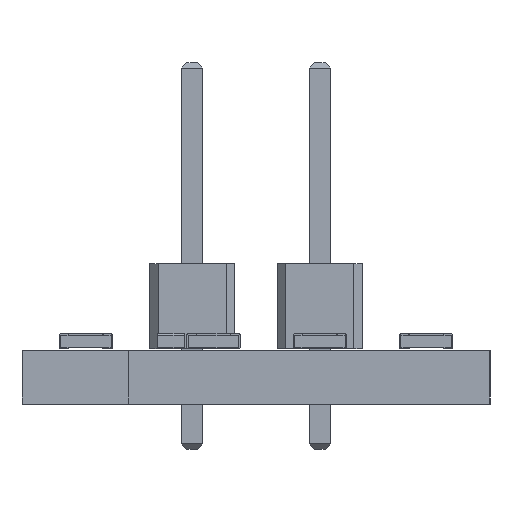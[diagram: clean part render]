
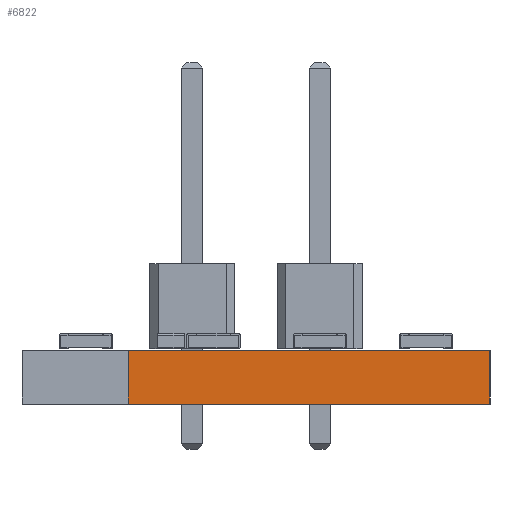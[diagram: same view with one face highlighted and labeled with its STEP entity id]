
A CAD part, left-side view. The second image highlights one B-rep face of the part: STEP entity #6822.
In plain terms, the highlighted planar face has unit normal (-1, 0, 0).
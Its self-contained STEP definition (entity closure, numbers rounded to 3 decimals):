
#6822 = ADVANCED_FACE('',(#6823),#6837,.T.);
#6823 = FACE_BOUND('',#6824,.T.);
#6824 = EDGE_LOOP('',(#6825,#6860,#6888,#6916));
#6825 = ORIENTED_EDGE('',*,*,#6826,.T.);
#6826 = EDGE_CURVE('',#6827,#6829,#6831,.T.);
#6827 = VERTEX_POINT('',#6828);
#6828 = CARTESIAN_POINT('',(-31.115,0.,0.));
#6829 = VERTEX_POINT('',#6830);
#6830 = CARTESIAN_POINT('',(-31.115,0.,1.6));
#6831 = SURFACE_CURVE('',#6832,(#6836,#6848),.PCURVE_S1.);
#6832 = LINE('',#6833,#6834);
#6833 = CARTESIAN_POINT('',(-31.115,0.,0.));
#6834 = VECTOR('',#6835,1.);
#6835 = DIRECTION('',(0.,0.,1.));
#6836 = PCURVE('',#6837,#6842);
#6837 = PLANE('',#6838);
#6838 = AXIS2_PLACEMENT_3D('',#6839,#6840,#6841);
#6839 = CARTESIAN_POINT('',(-31.115,0.,0.));
#6840 = DIRECTION('',(-1.,0.,0.));
#6841 = DIRECTION('',(0.,1.,0.));
#6842 = DEFINITIONAL_REPRESENTATION('',(#6843),#6847);
#6843 = LINE('',#6844,#6845);
#6844 = CARTESIAN_POINT('',(0.,0.));
#6845 = VECTOR('',#6846,1.);
#6846 = DIRECTION('',(0.,-1.));
#6847 = ( GEOMETRIC_REPRESENTATION_CONTEXT(2) 
PARAMETRIC_REPRESENTATION_CONTEXT() REPRESENTATION_CONTEXT('2D SPACE',''
  ) );
#6848 = PCURVE('',#6849,#6854);
#6849 = PLANE('',#6850);
#6850 = AXIS2_PLACEMENT_3D('',#6851,#6852,#6853);
#6851 = CARTESIAN_POINT('',(-27.94,0.,0.));
#6852 = DIRECTION('',(0.,-1.,0.));
#6853 = DIRECTION('',(-1.,0.,0.));
#6854 = DEFINITIONAL_REPRESENTATION('',(#6855),#6859);
#6855 = LINE('',#6856,#6857);
#6856 = CARTESIAN_POINT('',(3.175,0.));
#6857 = VECTOR('',#6858,1.);
#6858 = DIRECTION('',(0.,-1.));
#6859 = ( GEOMETRIC_REPRESENTATION_CONTEXT(2) 
PARAMETRIC_REPRESENTATION_CONTEXT() REPRESENTATION_CONTEXT('2D SPACE',''
  ) );
#6860 = ORIENTED_EDGE('',*,*,#6861,.T.);
#6861 = EDGE_CURVE('',#6829,#6862,#6864,.T.);
#6862 = VERTEX_POINT('',#6863);
#6863 = CARTESIAN_POINT('',(-31.115,10.795,1.6));
#6864 = SURFACE_CURVE('',#6865,(#6869,#6876),.PCURVE_S1.);
#6865 = LINE('',#6866,#6867);
#6866 = CARTESIAN_POINT('',(-31.115,0.,1.6));
#6867 = VECTOR('',#6868,1.);
#6868 = DIRECTION('',(0.,1.,0.));
#6869 = PCURVE('',#6837,#6870);
#6870 = DEFINITIONAL_REPRESENTATION('',(#6871),#6875);
#6871 = LINE('',#6872,#6873);
#6872 = CARTESIAN_POINT('',(0.,-1.6));
#6873 = VECTOR('',#6874,1.);
#6874 = DIRECTION('',(1.,0.));
#6875 = ( GEOMETRIC_REPRESENTATION_CONTEXT(2) 
PARAMETRIC_REPRESENTATION_CONTEXT() REPRESENTATION_CONTEXT('2D SPACE',''
  ) );
#6876 = PCURVE('',#6877,#6882);
#6877 = PLANE('',#6878);
#6878 = AXIS2_PLACEMENT_3D('',#6879,#6880,#6881);
#6879 = CARTESIAN_POINT('',(-14.999,6.426,1.6));
#6880 = DIRECTION('',(0.,0.,-1.));
#6881 = DIRECTION('',(-1.,0.,0.));
#6882 = DEFINITIONAL_REPRESENTATION('',(#6883),#6887);
#6883 = LINE('',#6884,#6885);
#6884 = CARTESIAN_POINT('',(16.116,-6.426));
#6885 = VECTOR('',#6886,1.);
#6886 = DIRECTION('',(0.,1.));
#6887 = ( GEOMETRIC_REPRESENTATION_CONTEXT(2) 
PARAMETRIC_REPRESENTATION_CONTEXT() REPRESENTATION_CONTEXT('2D SPACE',''
  ) );
#6888 = ORIENTED_EDGE('',*,*,#6889,.F.);
#6889 = EDGE_CURVE('',#6890,#6862,#6892,.T.);
#6890 = VERTEX_POINT('',#6891);
#6891 = CARTESIAN_POINT('',(-31.115,10.795,0.));
#6892 = SURFACE_CURVE('',#6893,(#6897,#6904),.PCURVE_S1.);
#6893 = LINE('',#6894,#6895);
#6894 = CARTESIAN_POINT('',(-31.115,10.795,0.));
#6895 = VECTOR('',#6896,1.);
#6896 = DIRECTION('',(0.,0.,1.));
#6897 = PCURVE('',#6837,#6898);
#6898 = DEFINITIONAL_REPRESENTATION('',(#6899),#6903);
#6899 = LINE('',#6900,#6901);
#6900 = CARTESIAN_POINT('',(10.795,0.));
#6901 = VECTOR('',#6902,1.);
#6902 = DIRECTION('',(0.,-1.));
#6903 = ( GEOMETRIC_REPRESENTATION_CONTEXT(2) 
PARAMETRIC_REPRESENTATION_CONTEXT() REPRESENTATION_CONTEXT('2D SPACE',''
  ) );
#6904 = PCURVE('',#6905,#6910);
#6905 = PLANE('',#6906);
#6906 = AXIS2_PLACEMENT_3D('',#6907,#6908,#6909);
#6907 = CARTESIAN_POINT('',(-31.115,10.795,0.));
#6908 = DIRECTION('',(0.,1.,0.));
#6909 = DIRECTION('',(1.,0.,0.));
#6910 = DEFINITIONAL_REPRESENTATION('',(#6911),#6915);
#6911 = LINE('',#6912,#6913);
#6912 = CARTESIAN_POINT('',(0.,0.));
#6913 = VECTOR('',#6914,1.);
#6914 = DIRECTION('',(0.,-1.));
#6915 = ( GEOMETRIC_REPRESENTATION_CONTEXT(2) 
PARAMETRIC_REPRESENTATION_CONTEXT() REPRESENTATION_CONTEXT('2D SPACE',''
  ) );
#6916 = ORIENTED_EDGE('',*,*,#6917,.F.);
#6917 = EDGE_CURVE('',#6827,#6890,#6918,.T.);
#6918 = SURFACE_CURVE('',#6919,(#6923,#6930),.PCURVE_S1.);
#6919 = LINE('',#6920,#6921);
#6920 = CARTESIAN_POINT('',(-31.115,0.,0.));
#6921 = VECTOR('',#6922,1.);
#6922 = DIRECTION('',(0.,1.,0.));
#6923 = PCURVE('',#6837,#6924);
#6924 = DEFINITIONAL_REPRESENTATION('',(#6925),#6929);
#6925 = LINE('',#6926,#6927);
#6926 = CARTESIAN_POINT('',(0.,0.));
#6927 = VECTOR('',#6928,1.);
#6928 = DIRECTION('',(1.,0.));
#6929 = ( GEOMETRIC_REPRESENTATION_CONTEXT(2) 
PARAMETRIC_REPRESENTATION_CONTEXT() REPRESENTATION_CONTEXT('2D SPACE',''
  ) );
#6930 = PCURVE('',#6931,#6936);
#6931 = PLANE('',#6932);
#6932 = AXIS2_PLACEMENT_3D('',#6933,#6934,#6935);
#6933 = CARTESIAN_POINT('',(-14.999,6.426,0.));
#6934 = DIRECTION('',(0.,0.,-1.));
#6935 = DIRECTION('',(-1.,0.,0.));
#6936 = DEFINITIONAL_REPRESENTATION('',(#6937),#6941);
#6937 = LINE('',#6938,#6939);
#6938 = CARTESIAN_POINT('',(16.116,-6.426));
#6939 = VECTOR('',#6940,1.);
#6940 = DIRECTION('',(0.,1.));
#6941 = ( GEOMETRIC_REPRESENTATION_CONTEXT(2) 
PARAMETRIC_REPRESENTATION_CONTEXT() REPRESENTATION_CONTEXT('2D SPACE',''
  ) );
